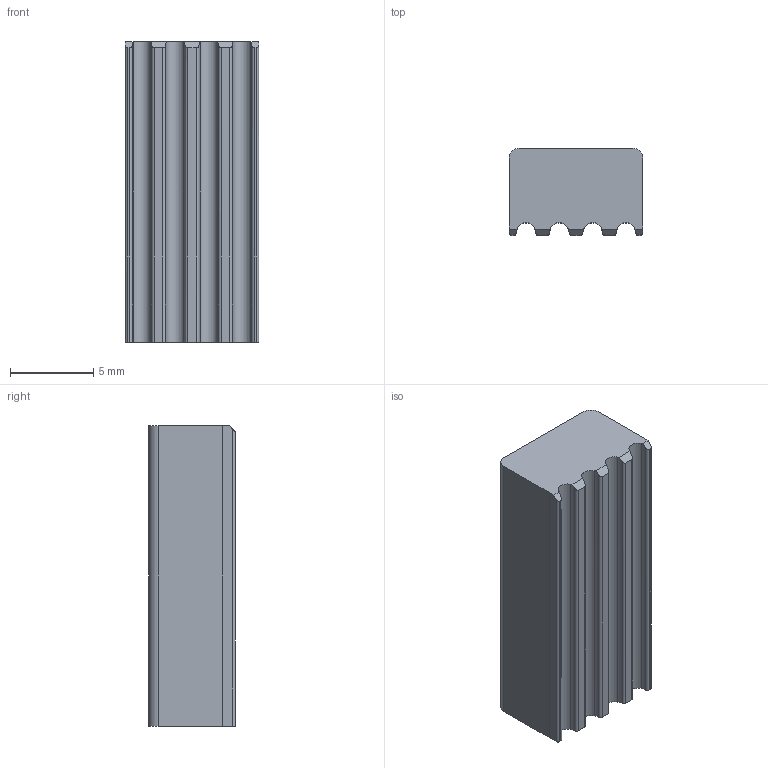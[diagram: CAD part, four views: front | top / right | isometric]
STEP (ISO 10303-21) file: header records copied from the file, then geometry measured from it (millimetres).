
FILE_DESCRIPTION(('FreeCAD Model'),'2;1');
FILE_NAME('Open CASCADE Shape Model','2024-08-15T21:21:04',(''),(''), 'Open CASCADE STEP processor 7.6','FreeCAD','Unknown');
FILE_SCHEMA(('AUTOMOTIVE_DESIGN { 1 0 10303 214 1 1 1 1 }'));
Length unit declared in the file: millimetre
Products named in the file (1): Тело
Bounding box: 8 x 5.2 x 18 mm (x, y, z)
Volume: 693.3 mm3; surface area: 600.1 mm2
Topology: 1 solids, 1 shells, 41 faces, 117 edges, 78 vertices
Faces by surface type: cylinder 24, plane 17
Entity records: 2976 total; most frequent: CARTESIAN_POINT 571, DIRECTION 473, ORIENTED_EDGE 234, PCURVE 234, DEFINITIONAL_REPRESENTATION 234, LINE 221, VECTOR 221, EDGE_CURVE 117
